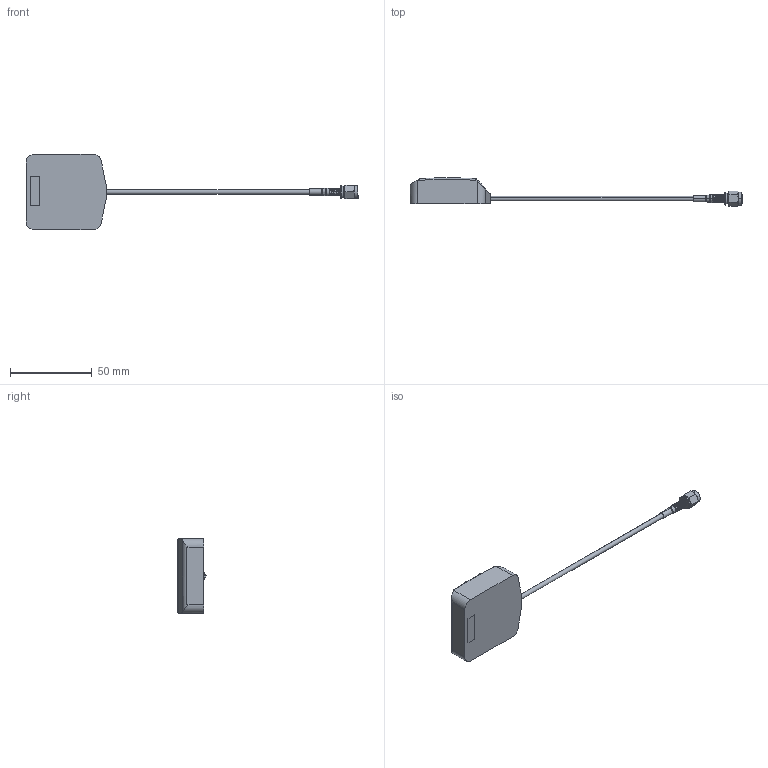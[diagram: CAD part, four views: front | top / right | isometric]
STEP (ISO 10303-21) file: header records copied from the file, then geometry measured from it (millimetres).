
FILE_DESCRIPTION (( 'STEP AP214' ), '1' );
FILE_NAME ('FM51GPS1004_3D.step', '2023-01-20T19:52:42', ( '' ), ( '' ), 'SwSTEP 2.0', 'SolidWorks 2022', '' );
FILE_SCHEMA (( 'AUTOMOTIVE_DESIGN' ));
Length unit declared in the file: millimetre
Products named in the file (7): ASM-1708_默认; HG-GPSGL30M-SMA_Body; HG-GPSGL30M-SMA_RG174; CA-100-MA1_.175" ID; ASM-1708-MA2_默认; FM51GPS1004_3D
Assembly tree (6 placements, depth 3):
  FM51GPS1004_3D
    HG-GPSGL30M-SMA_Body
    HG-GPSGL30M-SMA_RG174
    ASM-1708_默认
      ASM-1708_默认
      ASM-1708-MA2_默认
    CA-100-MA1_.175" ID
Bounding box: 203.38 x 17.33 x 45.99 mm (x, y, z)
Volume: 33615.3 mm3; surface area: 9259.4 mm2
Topology: 5 solids, 5 shells, 1031 faces, 2191 edges, 1179 vertices
Faces by surface type: bspline 664, cylinder 224, plane 67, cone 48, torus 28
Entity records: 36514 total; most frequent: CARTESIAN_POINT 21662, ORIENTED_EDGE 4378, EDGE_CURVE 2189, DIRECTION 1473, VERTEX_POINT 1179, EDGE_LOOP 1048, ADVANCED_FACE 1031, FACE_OUTER_BOUND 1031
